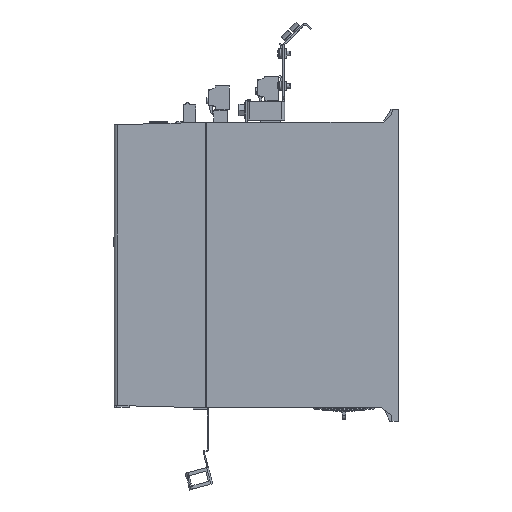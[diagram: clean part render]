
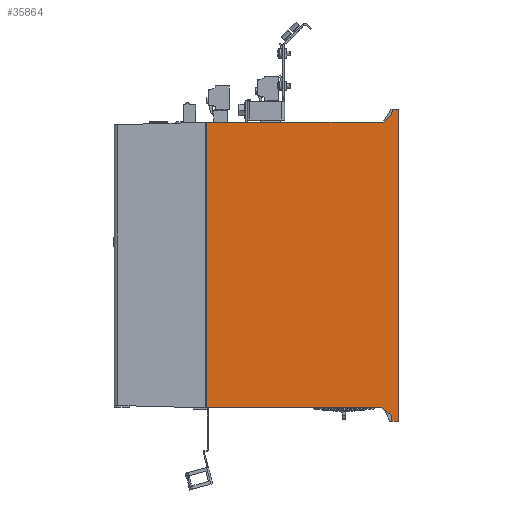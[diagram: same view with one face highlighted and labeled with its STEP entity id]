
A CAD part, left-side view. The second image highlights one B-rep face of the part: STEP entity #35864.
In plain terms, the highlighted planar face has unit normal (-1, 0, 0).
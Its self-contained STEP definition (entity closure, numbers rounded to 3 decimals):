
#316=DIRECTION('',(0.,1.,0.));
#317=VECTOR('',#316,152.7);
#318=CARTESIAN_POINT('',(0.,10.5,123.5));
#319=LINE('',#318,#317);
#590=DIRECTION('',(0.,0.,1.));
#591=VECTOR('',#590,247.);
#592=CARTESIAN_POINT('',(0.,163.2,-123.5));
#593=LINE('',#592,#591);
#594=DIRECTION('',(0.,-0.756,0.655));
#595=VECTOR('',#594,10.084);
#596=CARTESIAN_POINT('',(0.,10.5,123.5));
#597=LINE('',#596,#595);
#598=DIRECTION('',(0.,-0.014,1.));
#599=VECTOR('',#598,4.896);
#600=CARTESIAN_POINT('',(0.,2.88,130.104));
#601=LINE('',#600,#599);
#602=DIRECTION('',(0.,1.,0.));
#603=VECTOR('',#602,6.);
#604=CARTESIAN_POINT('',(0.,-3.,-135.));
#605=LINE('',#604,#603);
#606=DIRECTION('',(0.,0.,1.));
#607=VECTOR('',#606,5.);
#608=CARTESIAN_POINT('',(0.,3.,-135.));
#609=LINE('',#608,#607);
#610=DIRECTION('',(0.,0.801,0.599));
#611=VECTOR('',#610,10.86);
#612=CARTESIAN_POINT('',(0.,3.,-130.));
#613=LINE('',#612,#611);
#724=DIRECTION('',(0.,-1.,0.));
#725=VECTOR('',#724,151.5);
#726=CARTESIAN_POINT('',(0.,163.2,-123.5));
#727=LINE('',#726,#725);
#1458=DIRECTION('',(0.,0.,1.));
#1459=VECTOR('',#1458,270.);
#1460=CARTESIAN_POINT('',(0.,-3.,-135.));
#1461=LINE('',#1460,#1459);
#2004=DIRECTION('',(0.,1.,0.));
#2005=VECTOR('',#2004,5.811);
#2006=CARTESIAN_POINT('',(0.,-3.,135.));
#2007=LINE('',#2006,#2005);
#27954=CARTESIAN_POINT('',(0.,10.5,123.5));
#27955=VERTEX_POINT('',#27954);
#27956=CARTESIAN_POINT('',(0.,163.2,123.5));
#27957=VERTEX_POINT('',#27956);
#28259=CARTESIAN_POINT('',(0.,163.2,-123.5));
#28260=VERTEX_POINT('',#28259);
#28261=CARTESIAN_POINT('',(0.,11.7,-123.5));
#28262=VERTEX_POINT('',#28261);
#28263=CARTESIAN_POINT('',(0.,2.88,130.104));
#28264=VERTEX_POINT('',#28263);
#28265=CARTESIAN_POINT('',(0.,2.811,135.));
#28266=VERTEX_POINT('',#28265);
#28267=CARTESIAN_POINT('',(0.,-3.,135.));
#28268=VERTEX_POINT('',#28267);
#28269=CARTESIAN_POINT('',(0.,-3.,-135.));
#28270=VERTEX_POINT('',#28269);
#28271=CARTESIAN_POINT('',(0.,3.,-135.));
#28272=VERTEX_POINT('',#28271);
#28273=CARTESIAN_POINT('',(0.,3.,-130.));
#28274=VERTEX_POINT('',#28273);
#35839=CARTESIAN_POINT('',(0.,0.,0.));
#35840=DIRECTION('',(1.,0.,0.));
#35841=DIRECTION('',(0.,-1.,0.));
#35842=AXIS2_PLACEMENT_3D('',#35839,#35840,#35841);
#35843=PLANE('',#35842);
#35845=ORIENTED_EDGE('',*,*,#35844,.F.);
#35846=ORIENTED_EDGE('',*,*,#35825,.T.);
#35847=ORIENTED_EDGE('',*,*,#35389,.F.);
#35849=ORIENTED_EDGE('',*,*,#35848,.T.);
#35851=ORIENTED_EDGE('',*,*,#35850,.T.);
#35853=ORIENTED_EDGE('',*,*,#35852,.F.);
#35855=ORIENTED_EDGE('',*,*,#35854,.F.);
#35857=ORIENTED_EDGE('',*,*,#35856,.T.);
#35859=ORIENTED_EDGE('',*,*,#35858,.T.);
#35861=ORIENTED_EDGE('',*,*,#35860,.T.);
#35862=EDGE_LOOP('',(#35845,#35846,#35847,#35849,#35851,#35853,#35855,#35857,
#35859,#35861));
#35863=FACE_OUTER_BOUND('',#35862,.F.);
#35864=ADVANCED_FACE('',(#35863),#35843,.F.);
#35389=EDGE_CURVE('',#27955,#27957,#319,.T.);
#35825=EDGE_CURVE('',#28260,#27957,#593,.T.);
#35844=EDGE_CURVE('',#28260,#28262,#727,.T.);
#35848=EDGE_CURVE('',#27955,#28264,#597,.T.);
#35850=EDGE_CURVE('',#28264,#28266,#601,.T.);
#35852=EDGE_CURVE('',#28268,#28266,#2007,.T.);
#35854=EDGE_CURVE('',#28270,#28268,#1461,.T.);
#35856=EDGE_CURVE('',#28270,#28272,#605,.T.);
#35858=EDGE_CURVE('',#28272,#28274,#609,.T.);
#35860=EDGE_CURVE('',#28274,#28262,#613,.T.);
